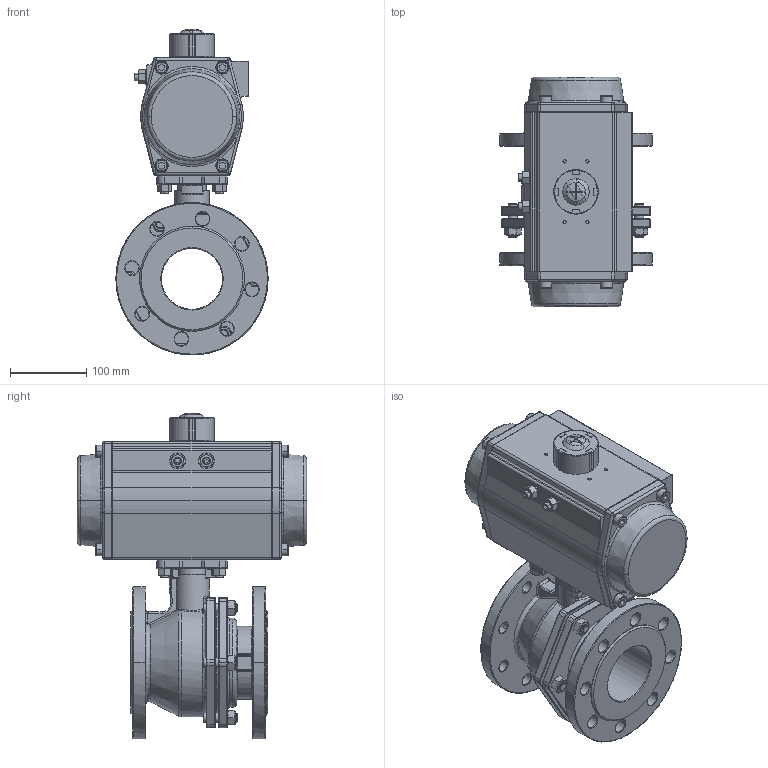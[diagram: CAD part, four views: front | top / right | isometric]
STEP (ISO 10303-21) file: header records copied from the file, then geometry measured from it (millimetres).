
FILE_DESCRIPTION(('HOOPS Exchange Step'),'2;1');
FILE_NAME('PK0501_DN80.stp','2025-04-11T14:02:03+02:00',('nieru'),('Unknown organisation'),'HOOPS Exchange 2024.2','HOOPS Exchange','Unknown authorisation');
FILE_SCHEMA( ('AP203_CONFIGURATION_CONTROLLED_3D_DESIGN_OF_MECHANICAL_PARTS_AND_ASSEMBLIES_MIM_LF') );
Length unit declared in the file: millimetre
Products named in the file (8): 0; root
Assembly tree (7 placements, depth 4):
  root
    0
      0
        0
        0
        0
        0
      0
Bounding box: 200 x 301 x 427.53 mm (x, y, z)
Volume: 5195212.4 mm3; surface area: 759233.7 mm2
Topology: 50 solids, 50 shells, 1798 faces, 4399 edges, 2712 vertices
Faces by surface type: cylinder 595, plane 566, torus 272, cone 152, bspline 151, sphere 62
Full cylindrical faces by diameter (mm): 8.5 x1, 10 x4, 11 x4, 12 x6, 22 x2, 22.351 x1, 37.5 x1, 43.992 x1, 80 x2, 138 x2
Entity records: 138193 total; most frequent: CARTESIAN_POINT 97214, ORIENTED_EDGE 8710, DIRECTION 8054, EDGE_CURVE 4355, AXIS2_PLACEMENT_3D 3188, VERTEX_POINT 2714, EDGE_LOOP 2001, FACE_BOUND 2001
